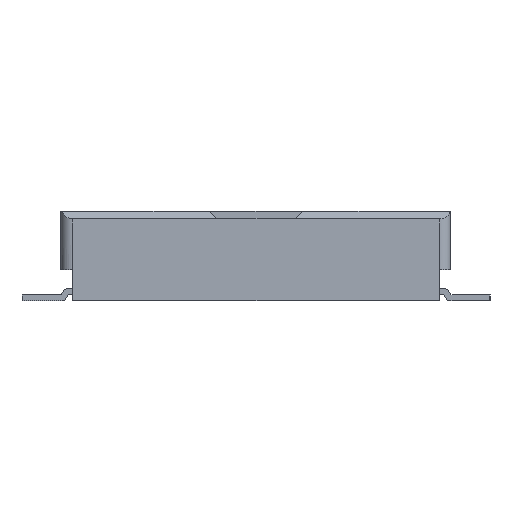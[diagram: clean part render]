
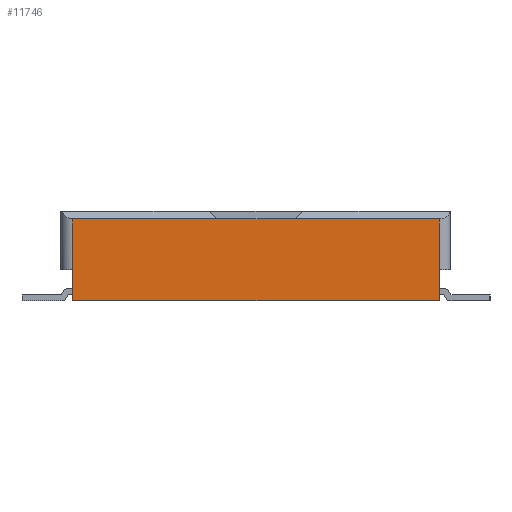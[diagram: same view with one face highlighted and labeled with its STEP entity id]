
A CAD part, left-side view. The second image highlights one B-rep face of the part: STEP entity #11746.
In plain terms, the highlighted planar face has unit normal (-1, 0, 0).
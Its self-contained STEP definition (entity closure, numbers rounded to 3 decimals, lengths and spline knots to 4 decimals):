
#199 = VERTEX_POINT('',#200);
#200 = CARTESIAN_POINT('',(-6.3,-2.35,0.4));
#2036 = EDGE_CURVE('',#199,#2037,#2039,.T.);
#2037 = VERTEX_POINT('',#2038);
#2038 = CARTESIAN_POINT('',(-6.3,-2.35,1.05));
#2039 = LINE('',#2040,#2041);
#2040 = CARTESIAN_POINT('',(-6.3,-2.35,0.));
#2041 = VECTOR('',#2042,1.);
#2042 = DIRECTION('',(0.,0.,1.));
#2060 = VERTEX_POINT('',#2061);
#2061 = CARTESIAN_POINT('',(-6.3,-2.35,0.));
#2076 = EDGE_CURVE('',#199,#2060,#2077,.T.);
#2077 = LINE('',#2078,#2079);
#2078 = CARTESIAN_POINT('',(-6.3,-2.35,0.4));
#2079 = VECTOR('',#2080,1.);
#2080 = DIRECTION('',(0.,0.,-1.));
#2852 = VERTEX_POINT('',#2853);
#2853 = CARTESIAN_POINT('',(-6.3,-0.501,1.05));
#2861 = EDGE_CURVE('',#2852,#2037,#2862,.T.);
#2862 = LINE('',#2863,#2864);
#2863 = CARTESIAN_POINT('',(-6.3,2.5,1.05));
#2864 = VECTOR('',#2865,1.);
#2865 = DIRECTION('',(0.,-1.,0.));
#11746 = ADVANCED_FACE('',(#11747),#11790,.F.);
#11747 = FACE_BOUND('',#11748,.F.);
#11748 = EDGE_LOOP('',(#11749,#11759,#11765,#11766,#11767,#11768,#11776,
#11784));
#11749 = ORIENTED_EDGE('',*,*,#11750,.T.);
#11750 = EDGE_CURVE('',#11751,#11753,#11755,.T.);
#11751 = VERTEX_POINT('',#11752);
#11752 = CARTESIAN_POINT('',(-6.3,2.35,1.05));
#11753 = VERTEX_POINT('',#11754);
#11754 = CARTESIAN_POINT('',(-6.3,0.501,1.05));
#11755 = LINE('',#11756,#11757);
#11756 = CARTESIAN_POINT('',(-6.3,2.5,1.05));
#11757 = VECTOR('',#11758,1.);
#11758 = DIRECTION('',(0.,-1.,0.));
#11759 = ORIENTED_EDGE('',*,*,#11760,.T.);
#11760 = EDGE_CURVE('',#11753,#2852,#11761,.T.);
#11761 = LINE('',#11762,#11763);
#11762 = CARTESIAN_POINT('',(-6.3,2.5,1.05));
#11763 = VECTOR('',#11764,1.);
#11764 = DIRECTION('',(0.,-1.,0.));
#11765 = ORIENTED_EDGE('',*,*,#2861,.T.);
#11766 = ORIENTED_EDGE('',*,*,#2036,.F.);
#11767 = ORIENTED_EDGE('',*,*,#2076,.T.);
#11768 = ORIENTED_EDGE('',*,*,#11769,.F.);
#11769 = EDGE_CURVE('',#11770,#2060,#11772,.T.);
#11770 = VERTEX_POINT('',#11771);
#11771 = CARTESIAN_POINT('',(-6.3,2.35,0.));
#11772 = LINE('',#11773,#11774);
#11773 = CARTESIAN_POINT('',(-6.3,2.5,0.));
#11774 = VECTOR('',#11775,1.);
#11775 = DIRECTION('',(0.,-1.,0.));
#11776 = ORIENTED_EDGE('',*,*,#11777,.F.);
#11777 = EDGE_CURVE('',#11778,#11770,#11780,.T.);
#11778 = VERTEX_POINT('',#11779);
#11779 = CARTESIAN_POINT('',(-6.3,2.35,0.4));
#11780 = LINE('',#11781,#11782);
#11781 = CARTESIAN_POINT('',(-6.3,2.35,0.4));
#11782 = VECTOR('',#11783,1.);
#11783 = DIRECTION('',(-0.,0.,-1.));
#11784 = ORIENTED_EDGE('',*,*,#11785,.T.);
#11785 = EDGE_CURVE('',#11778,#11751,#11786,.T.);
#11786 = LINE('',#11787,#11788);
#11787 = CARTESIAN_POINT('',(-6.3,2.35,0.));
#11788 = VECTOR('',#11789,1.);
#11789 = DIRECTION('',(0.,0.,1.));
#11790 = PLANE('',#11791);
#11791 = AXIS2_PLACEMENT_3D('',#11792,#11793,#11794);
#11792 = CARTESIAN_POINT('',(-6.3,2.5,0.));
#11793 = DIRECTION('',(1.,0.,0.));
#11794 = DIRECTION('',(0.,-1.,0.));
